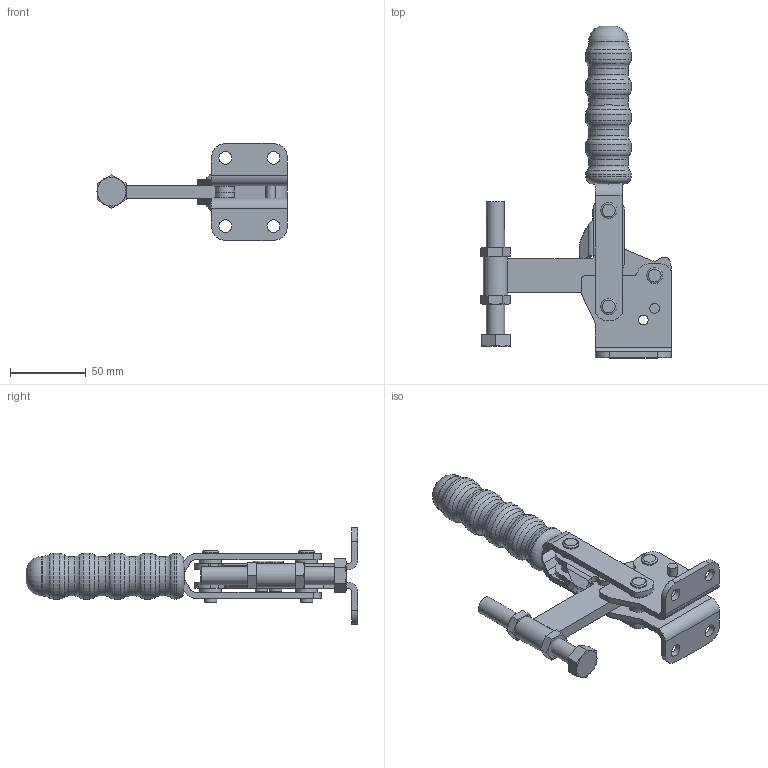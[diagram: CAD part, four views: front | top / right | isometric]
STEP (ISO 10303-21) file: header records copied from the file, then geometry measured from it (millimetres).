
FILE_DESCRIPTION(/* description */ ('Alibre Inc.'),/* implementation_level */ '2;1');
FILE_NAME(/* name */ 'export0',/* time_stamp */ '2012-02-17T11:17:51+01:00',/* author */ (''),/* organization */ (''),/* preprocessor_version */ 'ST-DEVELOPER v12',/* originating_system */ 'Alibre',/* authorisation */ '');
FILE_SCHEMA (('CONFIG_CONTROL_DESIGN'));
Length unit declared in the file: millimetre
Products named in the file (1): ID_1
Bounding box: 125.64 x 218.4 x 63.84 mm (x, y, z)
Volume: 157072.7 mm3; surface area: 80322.5 mm2
Topology: 23 solids, 23 shells, 300 faces, 684 edges, 436 vertices
Faces by surface type: plane 130, cylinder 116, torus 24, cone 24, bspline 6
Full cylindrical faces by diameter (mm): 6.35 x1, 6.4 x4, 8 x4, 8.1 x8, 8.125 x6, 8.33 x4, 8.5 x2, 10.2 x1, 10.5 x4, 12 x1, 12.7 x6, 12.705 x4, 12.89 x2, 12.915 x4, 14 x4, 15.875 x1, 26 x5, 30 x5
Entity records: 7672 total; most frequent: CARTESIAN_POINT 1517, DIRECTION 1138, ORIENTED_EDGE 1126, EDGE_CURVE 563, AXIS2_PLACEMENT_3D 527, EDGE_LOOP 470, FACE_BOUND 470, VERTEX_POINT 409
